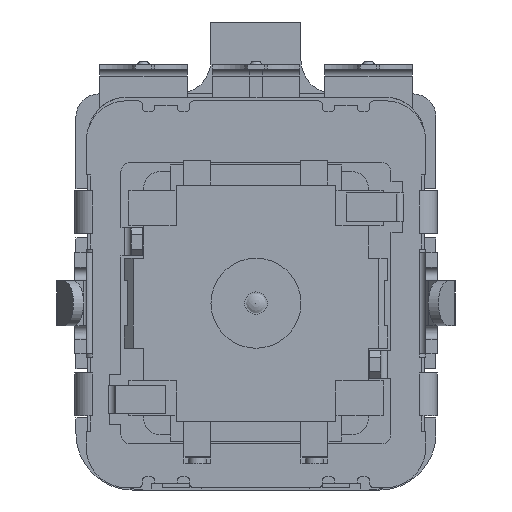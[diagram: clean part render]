
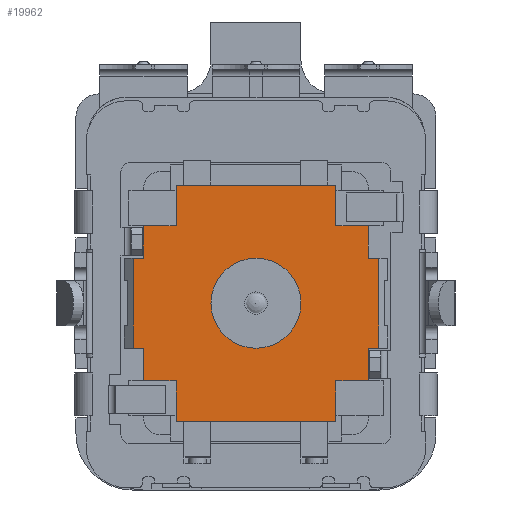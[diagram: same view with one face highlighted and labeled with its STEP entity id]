
A CAD part, left-side view. The second image highlights one B-rep face of the part: STEP entity #19962.
In plain terms, the highlighted face is planar.
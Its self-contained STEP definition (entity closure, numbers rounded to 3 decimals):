
#329=FACE_BOUND('',#2896,.T.);
#1743=FACE_OUTER_BOUND('',#2895,.T.);
#2895=EDGE_LOOP('',(#17337,#17338,#17339,#17340,#17341,#17342,#17343,#17344,
#17345,#17346,#17347,#17348,#17349,#17350,#17351,#17352,#17353,#17354,#17355,
#17356));
#2896=EDGE_LOOP('',(#17357));
#3732=CIRCLE('',#21713,2.);
#5305=LINE('',#40971,#7293);
#5312=LINE('',#40985,#7300);
#5313=LINE('',#40987,#7301);
#5314=LINE('',#40989,#7302);
#5315=LINE('',#40991,#7303);
#5316=LINE('',#40993,#7304);
#5317=LINE('',#40995,#7305);
#5318=LINE('',#40997,#7306);
#5319=LINE('',#40999,#7307);
#5320=LINE('',#41001,#7308);
#5321=LINE('',#41002,#7309);
#5322=LINE('',#41004,#7310);
#5323=LINE('',#41006,#7311);
#5324=LINE('',#41008,#7312);
#5325=LINE('',#41010,#7313);
#5326=LINE('',#41012,#7314);
#5327=LINE('',#41014,#7315);
#5328=LINE('',#41016,#7316);
#5329=LINE('',#41018,#7317);
#5330=LINE('',#41019,#7318);
#7293=VECTOR('',#26371,4.);
#7300=VECTOR('',#26380,4.);
#7301=VECTOR('',#26381,0.46);
#7302=VECTOR('',#26382,1.45);
#7303=VECTOR('',#26383,1.45);
#7304=VECTOR('',#26384,1.8);
#7305=VECTOR('',#26385,7.1);
#7306=VECTOR('',#26386,1.8);
#7307=VECTOR('',#26387,1.45);
#7308=VECTOR('',#26388,1.45);
#7309=VECTOR('',#26389,0.46);
#7310=VECTOR('',#26390,0.46);
#7311=VECTOR('',#26391,1.45);
#7312=VECTOR('',#26392,1.45);
#7313=VECTOR('',#26393,1.8);
#7314=VECTOR('',#26394,7.1);
#7315=VECTOR('',#26395,1.8);
#7316=VECTOR('',#26396,1.45);
#7317=VECTOR('',#26397,1.45);
#7318=VECTOR('',#26398,0.46);
#9345=VERTEX_POINT('',#40969);
#9346=VERTEX_POINT('',#40970);
#9351=VERTEX_POINT('',#40983);
#9352=VERTEX_POINT('',#40984);
#9353=VERTEX_POINT('',#40986);
#9354=VERTEX_POINT('',#40988);
#9355=VERTEX_POINT('',#40990);
#9356=VERTEX_POINT('',#40992);
#9357=VERTEX_POINT('',#40994);
#9358=VERTEX_POINT('',#40996);
#9359=VERTEX_POINT('',#40998);
#9360=VERTEX_POINT('',#41000);
#9361=VERTEX_POINT('',#41003);
#9362=VERTEX_POINT('',#41005);
#9363=VERTEX_POINT('',#41007);
#9364=VERTEX_POINT('',#41009);
#9365=VERTEX_POINT('',#41011);
#9366=VERTEX_POINT('',#41013);
#9367=VERTEX_POINT('',#41015);
#9368=VERTEX_POINT('',#41017);
#9369=VERTEX_POINT('',#41020);
#12067=EDGE_CURVE('',#9345,#9346,#5305,.T.);
#12074=EDGE_CURVE('',#9351,#9352,#5312,.T.);
#12075=EDGE_CURVE('',#9352,#9353,#5313,.T.);
#12076=EDGE_CURVE('',#9353,#9354,#5314,.T.);
#12077=EDGE_CURVE('',#9355,#9354,#5315,.T.);
#12078=EDGE_CURVE('',#9355,#9356,#5316,.T.);
#12079=EDGE_CURVE('',#9356,#9357,#5317,.T.);
#12080=EDGE_CURVE('',#9358,#9357,#5318,.T.);
#12081=EDGE_CURVE('',#9358,#9359,#5319,.T.);
#12082=EDGE_CURVE('',#9360,#9359,#5320,.T.);
#12083=EDGE_CURVE('',#9345,#9360,#5321,.T.);
#12084=EDGE_CURVE('',#9346,#9361,#5322,.T.);
#12085=EDGE_CURVE('',#9361,#9362,#5323,.T.);
#12086=EDGE_CURVE('',#9363,#9362,#5324,.T.);
#12087=EDGE_CURVE('',#9363,#9364,#5325,.T.);
#12088=EDGE_CURVE('',#9365,#9364,#5326,.T.);
#12089=EDGE_CURVE('',#9366,#9365,#5327,.T.);
#12090=EDGE_CURVE('',#9366,#9367,#5328,.T.);
#12091=EDGE_CURVE('',#9368,#9367,#5329,.T.);
#12092=EDGE_CURVE('',#9351,#9368,#5330,.T.);
#12093=EDGE_CURVE('',#9369,#9369,#3732,.T.);
#17337=ORIENTED_EDGE('',*,*,#12074,.T.);
#17338=ORIENTED_EDGE('',*,*,#12075,.T.);
#17339=ORIENTED_EDGE('',*,*,#12076,.T.);
#17340=ORIENTED_EDGE('',*,*,#12077,.F.);
#17341=ORIENTED_EDGE('',*,*,#12078,.T.);
#17342=ORIENTED_EDGE('',*,*,#12079,.T.);
#17343=ORIENTED_EDGE('',*,*,#12080,.F.);
#17344=ORIENTED_EDGE('',*,*,#12081,.T.);
#17345=ORIENTED_EDGE('',*,*,#12082,.F.);
#17346=ORIENTED_EDGE('',*,*,#12083,.F.);
#17347=ORIENTED_EDGE('',*,*,#12067,.T.);
#17348=ORIENTED_EDGE('',*,*,#12084,.T.);
#17349=ORIENTED_EDGE('',*,*,#12085,.T.);
#17350=ORIENTED_EDGE('',*,*,#12086,.F.);
#17351=ORIENTED_EDGE('',*,*,#12087,.T.);
#17352=ORIENTED_EDGE('',*,*,#12088,.F.);
#17353=ORIENTED_EDGE('',*,*,#12089,.F.);
#17354=ORIENTED_EDGE('',*,*,#12090,.T.);
#17355=ORIENTED_EDGE('',*,*,#12091,.F.);
#17356=ORIENTED_EDGE('',*,*,#12092,.F.);
#17357=ORIENTED_EDGE('',*,*,#12093,.F.);
#18899=PLANE('',#21712);
#19962=ADVANCED_FACE('',(#1743,#329),#18899,.T.);
#21712=AXIS2_PLACEMENT_3D('',#40982,#26378,#26379);
#21713=AXIS2_PLACEMENT_3D('',#41021,#26399,#26400);
#26371=DIRECTION('',(0.,0.,1.));
#26378=DIRECTION('center_axis',(0.,1.,0.));
#26379=DIRECTION('ref_axis',(1.,0.,0.));
#26380=DIRECTION('',(0.,0.,-1.));
#26381=DIRECTION('',(-1.,0.,0.));
#26382=DIRECTION('',(0.,0.,-1.));
#26383=DIRECTION('',(1.,0.,0.));
#26384=DIRECTION('',(0.,0.,-1.));
#26385=DIRECTION('',(-1.,0.,0.));
#26386=DIRECTION('',(0.,0.,-1.));
#26387=DIRECTION('',(-1.,0.,0.));
#26388=DIRECTION('',(0.,0.,-1.));
#26389=DIRECTION('',(1.,0.,0.));
#26390=DIRECTION('',(1.,0.,0.));
#26391=DIRECTION('',(0.,0.,1.));
#26392=DIRECTION('',(-1.,0.,0.));
#26393=DIRECTION('',(0.,0.,1.));
#26394=DIRECTION('',(-1.,0.,0.));
#26395=DIRECTION('',(0.,0.,1.));
#26396=DIRECTION('',(1.,0.,0.));
#26397=DIRECTION('',(0.,0.,1.));
#26398=DIRECTION('',(-1.,0.,0.));
#26399=DIRECTION('center_axis',(0.,1.,0.));
#26400=DIRECTION('ref_axis',(1.,0.,0.));
#40969=CARTESIAN_POINT('',(-5.46,-27.09,-34.94));
#40970=CARTESIAN_POINT('',(-5.46,-27.09,-30.94));
#40971=CARTESIAN_POINT('',(-5.46,-27.09,-34.94));
#40982=CARTESIAN_POINT('Origin',(0.,-27.09,-32.94));
#40983=CARTESIAN_POINT('',(5.46,-27.09,-30.94));
#40984=CARTESIAN_POINT('',(5.46,-27.09,-34.94));
#40985=CARTESIAN_POINT('',(5.46,-27.09,-30.94));
#40986=CARTESIAN_POINT('',(5.,-27.09,-34.94));
#40987=CARTESIAN_POINT('',(5.46,-27.09,-34.94));
#40988=CARTESIAN_POINT('',(5.,-27.09,-36.39));
#40989=CARTESIAN_POINT('',(5.,-27.09,-34.94));
#40990=CARTESIAN_POINT('',(3.55,-27.09,-36.39));
#40991=CARTESIAN_POINT('',(3.55,-27.09,-36.39));
#40992=CARTESIAN_POINT('',(3.55,-27.09,-38.19));
#40993=CARTESIAN_POINT('',(3.55,-27.09,-36.39));
#40994=CARTESIAN_POINT('',(-3.55,-27.09,-38.19));
#40995=CARTESIAN_POINT('',(3.55,-27.09,-38.19));
#40996=CARTESIAN_POINT('',(-3.55,-27.09,-36.39));
#40997=CARTESIAN_POINT('',(-3.55,-27.09,-36.39));
#40998=CARTESIAN_POINT('',(-5.,-27.09,-36.39));
#40999=CARTESIAN_POINT('',(-3.55,-27.09,-36.39));
#41000=CARTESIAN_POINT('',(-5.,-27.09,-34.94));
#41001=CARTESIAN_POINT('',(-5.,-27.09,-34.94));
#41002=CARTESIAN_POINT('',(-5.46,-27.09,-34.94));
#41003=CARTESIAN_POINT('',(-5.,-27.09,-30.94));
#41004=CARTESIAN_POINT('',(-5.46,-27.09,-30.94));
#41005=CARTESIAN_POINT('',(-5.,-27.09,-29.49));
#41006=CARTESIAN_POINT('',(-5.,-27.09,-30.94));
#41007=CARTESIAN_POINT('',(-3.55,-27.09,-29.49));
#41008=CARTESIAN_POINT('',(-3.55,-27.09,-29.49));
#41009=CARTESIAN_POINT('',(-3.55,-27.09,-27.69));
#41010=CARTESIAN_POINT('',(-3.55,-27.09,-29.49));
#41011=CARTESIAN_POINT('',(3.55,-27.09,-27.69));
#41012=CARTESIAN_POINT('',(3.55,-27.09,-27.69));
#41013=CARTESIAN_POINT('',(3.55,-27.09,-29.49));
#41014=CARTESIAN_POINT('',(3.55,-27.09,-29.49));
#41015=CARTESIAN_POINT('',(5.,-27.09,-29.49));
#41016=CARTESIAN_POINT('',(3.55,-27.09,-29.49));
#41017=CARTESIAN_POINT('',(5.,-27.09,-30.94));
#41018=CARTESIAN_POINT('',(5.,-27.09,-30.94));
#41019=CARTESIAN_POINT('',(5.46,-27.09,-30.94));
#41020=CARTESIAN_POINT('',(-2.,-27.09,-32.94));
#41021=CARTESIAN_POINT('Origin',(0.,-27.09,-32.94));
